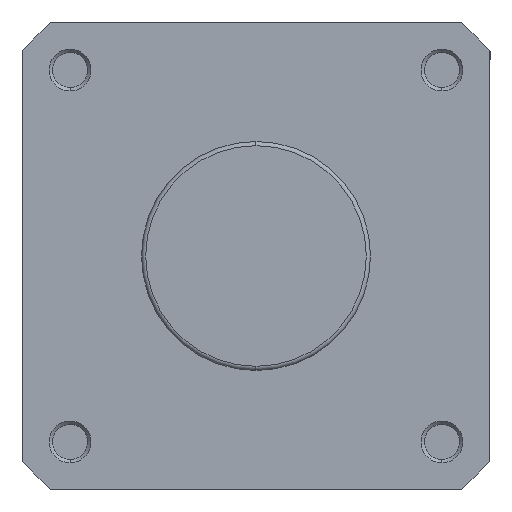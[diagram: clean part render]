
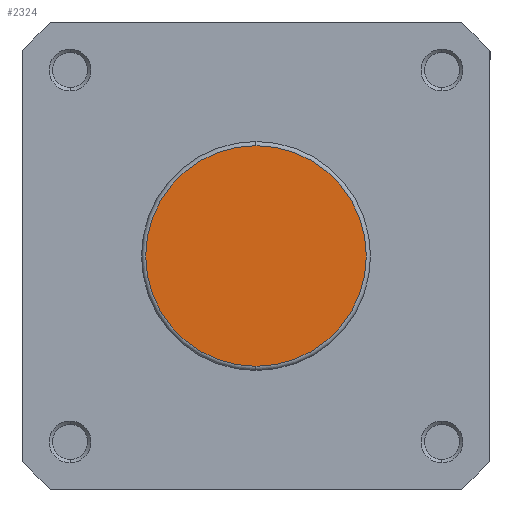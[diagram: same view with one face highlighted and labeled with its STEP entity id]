
A CAD part, left-side view. The second image highlights one B-rep face of the part: STEP entity #2324.
In plain terms, the highlighted planar face has unit normal (-1, 0, 0).
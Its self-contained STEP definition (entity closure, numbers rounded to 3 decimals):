
#140 = EDGE_CURVE ( 'NONE', #6266, #6265, #2191, .T. ) ;
#197 = EDGE_CURVE ( 'NONE', #6265, #6266, #6068, .T. ) ;
#521 = AXIS2_PLACEMENT_3D ( 'NONE', #2615, #2616, #2617 ) ;
#550 = AXIS2_PLACEMENT_3D ( 'NONE', #2752, #2759, #2760 ) ;
#773 = AXIS2_PLACEMENT_3D ( 'NONE', #4753, #4762, #4763 ) ;
#953 = EDGE_LOOP ( 'NONE', ( #1186, #1190 ) ) ;
#1186 = ORIENTED_EDGE ( 'NONE', *, *, #197, .T. ) ;
#1190 = ORIENTED_EDGE ( 'NONE', *, *, #140, .T. ) ;
#2191 = CIRCLE ( 'NONE', #521, 26.4 ) ;
#2324 = ADVANCED_FACE ( 'NONE', ( #3965 ), #4752, .F. ) ;
#2615 = CARTESIAN_POINT ( 'NONE',  ( 0., 0., 0. ) ) ;
#2616 = DIRECTION ( 'NONE',  ( -1., 0., 0. ) ) ;
#2617 = DIRECTION ( 'NONE',  ( 0., 0., -1. ) ) ;
#2752 = CARTESIAN_POINT ( 'NONE',  ( 0., 0., 0. ) ) ;
#2759 = DIRECTION ( 'NONE',  ( -1., 0., 0. ) ) ;
#2760 = DIRECTION ( 'NONE',  ( 0., 0., -1. ) ) ;
#3965 = FACE_OUTER_BOUND ( 'NONE', #953, .T. ) ;
#4752 = PLANE ( 'NONE',  #773 ) ;
#4753 = CARTESIAN_POINT ( 'NONE',  ( 0., 27.4, 0. ) ) ;
#4762 = DIRECTION ( 'NONE',  ( 1., 0., 0. ) ) ;
#4763 = DIRECTION ( 'NONE',  ( 0., 0., -1. ) ) ;
#5414 = CARTESIAN_POINT ( 'NONE',  ( 0., 0., -26.4 ) ) ;
#5415 = CARTESIAN_POINT ( 'NONE',  ( 0., 0., 26.4 ) ) ;
#6068 = CIRCLE ( 'NONE', #550, 26.4 ) ;
#6265 = VERTEX_POINT ( 'NONE', #5414 ) ;
#6266 = VERTEX_POINT ( 'NONE', #5415 ) ;
